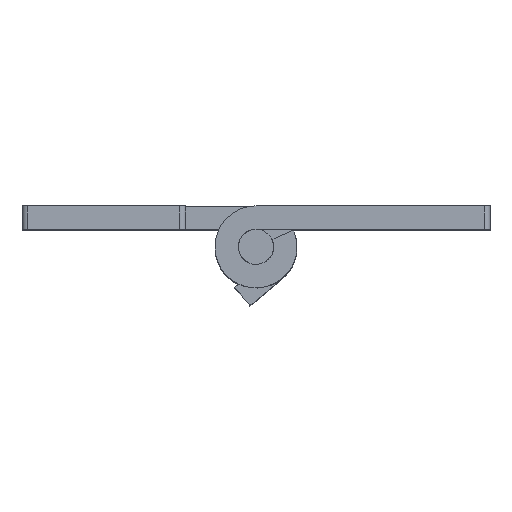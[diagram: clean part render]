
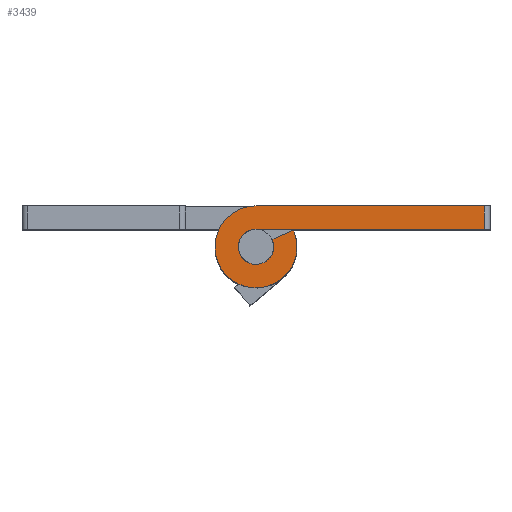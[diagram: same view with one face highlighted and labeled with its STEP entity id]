
A CAD part, top view. The second image highlights one B-rep face of the part: STEP entity #3439.
In plain terms, the highlighted free-form (B-spline) face has degree [1, 1] with [2, 2] control points.
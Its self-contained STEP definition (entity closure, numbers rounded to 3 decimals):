
#3016=CARTESIAN_POINT('',(19.5,3.5,50.0));
#3017=VERTEX_POINT('',#3016);
#3033=CARTESIAN_POINT('',(19.5,1.5,50.0));
#3034=VERTEX_POINT('',#3033);
#3035=CARTESIAN_POINT('',(19.5,1.5,50.0));
#3036=CARTESIAN_POINT('',(19.5,3.5,50.0));
#3037=QUASI_UNIFORM_CURVE('',1,(#3035,#3036),.UNSPECIFIED.,.F.,.U.);
#3038=EDGE_CURVE('',#3034,#3017,#3037,.T.);
#3370=CARTESIAN_POINT('',(-4.647,-3.843,50.0));
#3371=CARTESIAN_POINT('',(20.649,-3.843,50.0));
#3372=CARTESIAN_POINT('',(-4.647,3.849,50.0));
#3373=CARTESIAN_POINT('',(20.649,3.849,50.0));
#3374=B_SPLINE_SURFACE_WITH_KNOTS('',1,1,((#3370,#3372),(#3371,#3373)),.UNSPECIFIED.,.F.,.F.,.U.,(2,2),(2,2),(0.0,25.296),(0.0,7.693),.UNSPECIFIED.);
#3375=CARTESIAN_POINT('',(0.0,1.5,50.0));
#3376=VERTEX_POINT('',#3375);
#3377=CARTESIAN_POINT('',(19.5,1.5,50.0));
#3378=CARTESIAN_POINT('',(0.0,1.5,50.0));
#3379=QUASI_UNIFORM_CURVE('',1,(#3377,#3378),.UNSPECIFIED.,.F.,.U.);
#3380=EDGE_CURVE('',#3034,#3376,#3379,.T.);
#3381=ORIENTED_EDGE('',*,*,#3380,.F.);
#3382=ORIENTED_EDGE('',*,*,#3038,.T.);
#3383=CARTESIAN_POINT('',(0.0,3.5,50.0));
#3384=VERTEX_POINT('',#3383);
#3385=CARTESIAN_POINT('',(0.0,3.5,50.0));
#3386=CARTESIAN_POINT('',(19.5,3.5,50.0));
#3387=QUASI_UNIFORM_CURVE('',1,(#3385,#3386),.UNSPECIFIED.,.F.,.U.);
#3388=EDGE_CURVE('',#3384,#3017,#3387,.T.);
#3389=ORIENTED_EDGE('',*,*,#3388,.F.);
#3390=CARTESIAN_POINT('',(3.186,1.45,50.0));
#3391=VERTEX_POINT('',#3390);
#3392=CARTESIAN_POINT('',(3.186,1.45,50.0));
#3393=CARTESIAN_POINT('',(4.271,-0.934,50.0));
#3394=CARTESIAN_POINT('',(2.29,-2.647,50.0));
#3395=CARTESIAN_POINT('',(0.308,-4.361,50.0));
#3396=CARTESIAN_POINT('',(-1.894,-2.943,50.0));
#3397=CARTESIAN_POINT('',(-4.097,-1.526,50.0));
#3398=CARTESIAN_POINT('',(-3.358,0.987,50.0));
#3399=CARTESIAN_POINT('',(-2.619,3.5,50.0));
#3400=CARTESIAN_POINT('',(0.0,3.5,50.0));
#3408=(BOUNDED_CURVE()B_SPLINE_CURVE(2,(#3392,#3393,#3394,#3395,#3396,#3397,#3398,#3399,#3400),.UNSPECIFIED.,.F.,.U.)B_SPLINE_CURVE_WITH_KNOTS((3,2,2,2,3),(0.0,0.25,0.5,0.75,1.0),.UNSPECIFIED.)CURVE()GEOMETRIC_REPRESENTATION_ITEM()RATIONAL_B_SPLINE_CURVE((1.0,0.801,1.0,0.801,1.0,0.801,1.0,0.801,1.0))REPRESENTATION_ITEM(''));
#3409=EDGE_CURVE('',#3391,#3384,#3408,.T.);
#3410=ORIENTED_EDGE('',*,*,#3409,.F.);
#3411=CARTESIAN_POINT('',(1.365,0.621,50.0));
#3412=VERTEX_POINT('',#3411);
#3413=CARTESIAN_POINT('',(1.365,0.621,50.0));
#3414=CARTESIAN_POINT('',(3.186,1.45,50.0));
#3415=QUASI_UNIFORM_CURVE('',1,(#3413,#3414),.UNSPECIFIED.,.F.,.U.);
#3416=EDGE_CURVE('',#3412,#3391,#3415,.T.);
#3417=ORIENTED_EDGE('',*,*,#3416,.F.);
#3418=CARTESIAN_POINT('',(1.365,0.621,50.0));
#3419=CARTESIAN_POINT('',(1.83,-0.4,50.0));
#3420=CARTESIAN_POINT('',(0.981,-1.135,50.0));
#3421=CARTESIAN_POINT('',(0.132,-1.869,50.0));
#3422=CARTESIAN_POINT('',(-0.812,-1.261,50.0));
#3423=CARTESIAN_POINT('',(-1.756,-0.654,50.0));
#3424=CARTESIAN_POINT('',(-1.439,0.423,50.0));
#3425=CARTESIAN_POINT('',(-1.123,1.5,50.0));
#3426=CARTESIAN_POINT('',(0.0,1.5,50.0));
#3434=(BOUNDED_CURVE()B_SPLINE_CURVE(2,(#3418,#3419,#3420,#3421,#3422,#3423,#3424,#3425,#3426),.UNSPECIFIED.,.F.,.U.)B_SPLINE_CURVE_WITH_KNOTS((3,2,2,2,3),(0.0,0.25,0.5,0.75,1.0),.UNSPECIFIED.)CURVE()GEOMETRIC_REPRESENTATION_ITEM()RATIONAL_B_SPLINE_CURVE((1.0,0.801,1.0,0.801,1.0,0.801,1.0,0.801,1.0))REPRESENTATION_ITEM(''));
#3435=EDGE_CURVE('',#3412,#3376,#3434,.T.);
#3436=ORIENTED_EDGE('',*,*,#3435,.T.);
#3437=EDGE_LOOP('',(#3381,#3382,#3389,#3410,#3417,#3436));
#3438=FACE_OUTER_BOUND('',#3437,.T.);
#3439=ADVANCED_FACE('',(#3438),#3374,.T.);
